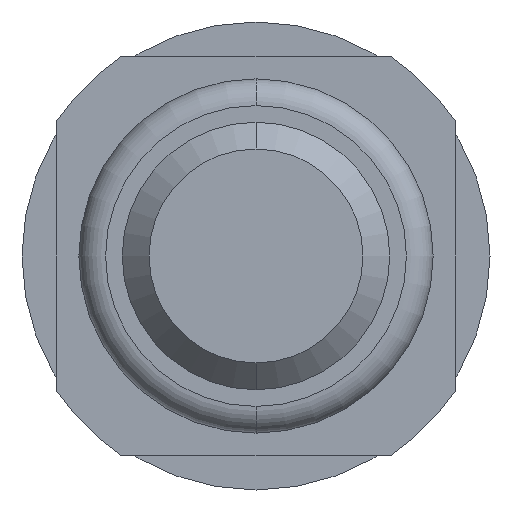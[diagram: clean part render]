
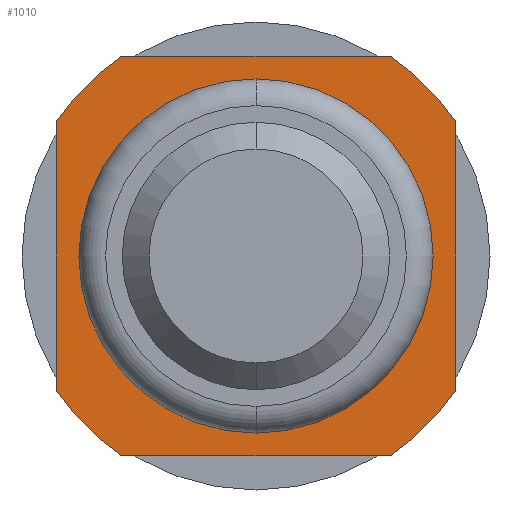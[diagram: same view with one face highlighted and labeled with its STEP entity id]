
A CAD part, front view. The second image highlights one B-rep face of the part: STEP entity #1010.
In plain terms, the highlighted planar face has unit normal (0, -1, 0).
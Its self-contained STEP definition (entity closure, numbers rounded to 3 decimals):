
#69 = EDGE_CURVE ( 'NONE', #1836, #2655, #1841, .T. ) ;
#95 = VERTEX_POINT ( 'NONE', #1167 ) ;
#107 = EDGE_CURVE ( 'NONE', #3716, #95, #923, .T. ) ;
#120 = AXIS2_PLACEMENT_3D ( 'NONE', #1296, #436, #2667 ) ;
#165 = CARTESIAN_POINT ( 'NONE',  ( 0., -2., 1.325 ) ) ;
#232 = FACE_BOUND ( 'NONE', #1164, .T. ) ;
#342 = CARTESIAN_POINT ( 'NONE',  ( 0., -2., 0. ) ) ;
#347 = EDGE_CURVE ( 'NONE', #2876, #1442, #788, .T. ) ;
#380 = DIRECTION ( 'NONE',  ( 1., 0., 0. ) ) ;
#417 = AXIS2_PLACEMENT_3D ( 'NONE', #834, #1423, #846 ) ;
#436 = DIRECTION ( 'NONE',  ( 0., 1., 0. ) ) ;
#480 = CIRCLE ( 'NONE', #2230, 1.325 ) ;
#501 = CARTESIAN_POINT ( 'NONE',  ( 1.002, -2., 1.495 ) ) ;
#509 = ORIENTED_EDGE ( 'NONE', *, *, #2088, .F. ) ;
#529 = VERTEX_POINT ( 'NONE', #2023 ) ;
#574 = CARTESIAN_POINT ( 'NONE',  ( 1.002, -2., -1.495 ) ) ;
#638 = ORIENTED_EDGE ( 'NONE', *, *, #69, .F. ) ;
#640 = VECTOR ( 'NONE', #1349, 1000. ) ;
#745 = DIRECTION ( 'NONE',  ( 0., 1., 0. ) ) ;
#788 = CIRCLE ( 'NONE', #120, 1.8 ) ;
#828 = CARTESIAN_POINT ( 'NONE',  ( 1.495, -2., 0. ) ) ;
#834 = CARTESIAN_POINT ( 'NONE',  ( 0., -2., 0. ) ) ;
#846 = DIRECTION ( 'NONE',  ( 0., 0., 1. ) ) ;
#875 = DIRECTION ( 'NONE',  ( 0., 1., 0. ) ) ;
#908 = VERTEX_POINT ( 'NONE', #1686 ) ;
#923 = CIRCLE ( 'NONE', #3114, 1.325 ) ;
#1010 = ADVANCED_FACE ( 'NONE', ( #232, #2920 ), #1722, .F. ) ;
#1024 = ORIENTED_EDGE ( 'NONE', *, *, #2239, .F. ) ;
#1158 = DIRECTION ( 'NONE',  ( 0., 0., 1. ) ) ;
#1164 = EDGE_LOOP ( 'NONE', ( #2163, #2840 ) ) ;
#1167 = CARTESIAN_POINT ( 'NONE',  ( 0., -2., -1.325 ) ) ;
#1184 = VERTEX_POINT ( 'NONE', #2124 ) ;
#1256 = CARTESIAN_POINT ( 'NONE',  ( -1.495, -2., -1.002 ) ) ;
#1269 = CARTESIAN_POINT ( 'NONE',  ( -1.495, -2., 0. ) ) ;
#1296 = CARTESIAN_POINT ( 'NONE',  ( 0., -2., 0. ) ) ;
#1312 = LINE ( 'NONE', #2003, #1967 ) ;
#1345 = CARTESIAN_POINT ( 'NONE',  ( 0., -2., 0. ) ) ;
#1349 = DIRECTION ( 'NONE',  ( 0., 0., -1. ) ) ;
#1423 = DIRECTION ( 'NONE',  ( 0., 1., 0. ) ) ;
#1429 = LINE ( 'NONE', #828, #640 ) ;
#1442 = VERTEX_POINT ( 'NONE', #3240 ) ;
#1478 = CIRCLE ( 'NONE', #2622, 1.8 ) ;
#1681 = CARTESIAN_POINT ( 'NONE',  ( 0., -2., 0. ) ) ;
#1686 = CARTESIAN_POINT ( 'NONE',  ( -1.002, -2., -1.495 ) ) ;
#1722 = PLANE ( 'NONE',  #3632 ) ;
#1738 = DIRECTION ( 'NONE',  ( 0., 1., 0. ) ) ;
#1775 = AXIS2_PLACEMENT_3D ( 'NONE', #1345, #745, #2474 ) ;
#1790 = DIRECTION ( 'NONE',  ( 0., 0., 1. ) ) ;
#1836 = VERTEX_POINT ( 'NONE', #3506 ) ;
#1841 = CIRCLE ( 'NONE', #417, 1.8 ) ;
#1875 = VECTOR ( 'NONE', #2537, 1000. ) ;
#1947 = ORIENTED_EDGE ( 'NONE', *, *, #2671, .F. ) ;
#1967 = VECTOR ( 'NONE', #380, 1000. ) ;
#1981 = ORIENTED_EDGE ( 'NONE', *, *, #2333, .F. ) ;
#1992 = CIRCLE ( 'NONE', #1775, 1.8 ) ;
#2003 = CARTESIAN_POINT ( 'NONE',  ( 1.8, -2., 1.495 ) ) ;
#2023 = CARTESIAN_POINT ( 'NONE',  ( -1.002, -2., 1.495 ) ) ;
#2052 = VERTEX_POINT ( 'NONE', #1256 ) ;
#2088 = EDGE_CURVE ( 'NONE', #1184, #529, #1478, .T. ) ;
#2124 = CARTESIAN_POINT ( 'NONE',  ( -1.495, -2., 1.002 ) ) ;
#2144 = DIRECTION ( 'NONE',  ( 0., 1., 0. ) ) ;
#2163 = ORIENTED_EDGE ( 'NONE', *, *, #107, .T. ) ;
#2165 = CARTESIAN_POINT ( 'NONE',  ( 0., -2., 0. ) ) ;
#2230 = AXIS2_PLACEMENT_3D ( 'NONE', #342, #1738, #2870 ) ;
#2239 = EDGE_CURVE ( 'NONE', #1442, #1836, #1429, .T. ) ;
#2333 = EDGE_CURVE ( 'NONE', #2655, #908, #3604, .T. ) ;
#2474 = DIRECTION ( 'NONE',  ( 0., 0., 1. ) ) ;
#2526 = EDGE_LOOP ( 'NONE', ( #1024, #3416, #1947, #509, #2803, #2862, #1981, #638 ) ) ;
#2537 = DIRECTION ( 'NONE',  ( -1., 0., 0. ) ) ;
#2554 = DIRECTION ( 'NONE',  ( 0., 1., 0. ) ) ;
#2622 = AXIS2_PLACEMENT_3D ( 'NONE', #2165, #2144, #3009 ) ;
#2655 = VERTEX_POINT ( 'NONE', #574 ) ;
#2667 = DIRECTION ( 'NONE',  ( 0., 0., 1. ) ) ;
#2671 = EDGE_CURVE ( 'NONE', #529, #2876, #1312, .T. ) ;
#2803 = ORIENTED_EDGE ( 'NONE', *, *, #3062, .F. ) ;
#2840 = ORIENTED_EDGE ( 'NONE', *, *, #2985, .T. ) ;
#2862 = ORIENTED_EDGE ( 'NONE', *, *, #3696, .F. ) ;
#2870 = DIRECTION ( 'NONE',  ( 0., 0., 1. ) ) ;
#2876 = VERTEX_POINT ( 'NONE', #501 ) ;
#2920 = FACE_OUTER_BOUND ( 'NONE', #2526, .T. ) ;
#2985 = EDGE_CURVE ( 'NONE', #95, #3716, #480, .T. ) ;
#3009 = DIRECTION ( 'NONE',  ( 0., 0., 1. ) ) ;
#3062 = EDGE_CURVE ( 'NONE', #2052, #1184, #3263, .T. ) ;
#3114 = AXIS2_PLACEMENT_3D ( 'NONE', #1681, #2554, #3456 ) ;
#3122 = CARTESIAN_POINT ( 'NONE',  ( 1.8, -2., -1.495 ) ) ;
#3173 = VECTOR ( 'NONE', #1790, 1000. ) ;
#3240 = CARTESIAN_POINT ( 'NONE',  ( 1.495, -2., 1.002 ) ) ;
#3263 = LINE ( 'NONE', #1269, #3173 ) ;
#3416 = ORIENTED_EDGE ( 'NONE', *, *, #347, .F. ) ;
#3456 = DIRECTION ( 'NONE',  ( 0., 0., 1. ) ) ;
#3497 = CARTESIAN_POINT ( 'NONE',  ( 1.8, -2., 0. ) ) ;
#3506 = CARTESIAN_POINT ( 'NONE',  ( 1.495, -2., -1.002 ) ) ;
#3604 = LINE ( 'NONE', #3122, #1875 ) ;
#3632 = AXIS2_PLACEMENT_3D ( 'NONE', #3497, #875, #1158 ) ;
#3696 = EDGE_CURVE ( 'NONE', #908, #2052, #1992, .T. ) ;
#3716 = VERTEX_POINT ( 'NONE', #165 ) ;
